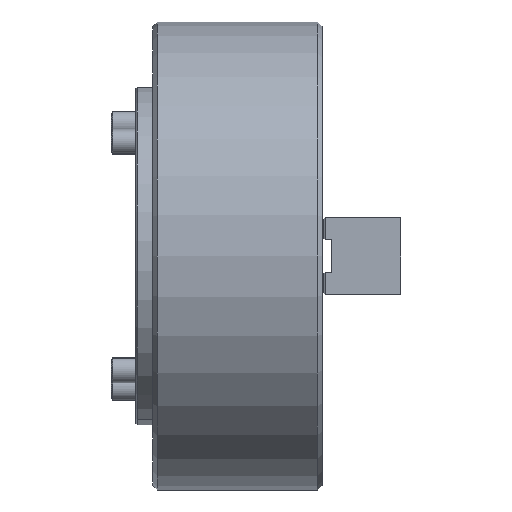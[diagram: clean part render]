
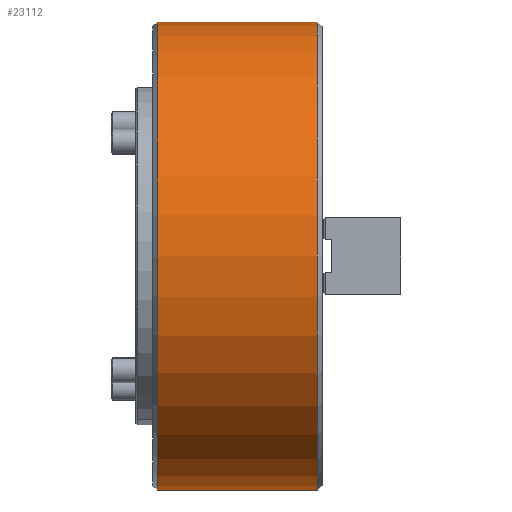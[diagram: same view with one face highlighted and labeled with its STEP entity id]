
A CAD part, front view. The second image highlights one B-rep face of the part: STEP entity #23112.
In plain terms, the highlighted cylindrical face has radius 152 mm (diameter 304 mm), a partial arc.
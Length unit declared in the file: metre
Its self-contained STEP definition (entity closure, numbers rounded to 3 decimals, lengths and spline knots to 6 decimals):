
#1267 = CARTESIAN_POINT ( 'NONE',  ( -0.003, 0., 0.152 ) ) ;
#1292 = CARTESIAN_POINT ( 'NONE',  ( -0.003, 0., -0.152 ) ) ;
#1300 = CARTESIAN_POINT ( 'NONE',  ( -0.107, 0., -0.152 ) ) ;
#1309 = CARTESIAN_POINT ( 'NONE',  ( -0.107, 0., 0.152 ) ) ;
#7512 = AXIS2_PLACEMENT_3D ( 'NONE', #26243, #26244, #26245 ) ;
#7923 = DIRECTION ( 'NONE',  ( 1., 0., 0. ) ) ;
#7926 = FACE_OUTER_BOUND ( 'NONE', #16503, .T. ) ;
#7927 = CARTESIAN_POINT ( 'NONE',  ( 0., 0., 0. ) ) ;
#7928 = CYLINDRICAL_SURFACE ( 'NONE', #8133, 0.152 ) ;
#7929 = DIRECTION ( 'NONE',  ( 0., 0., -1. ) ) ;
#8133 = AXIS2_PLACEMENT_3D ( 'NONE', #7927, #7923, #7929 ) ;
#12872 = LINE ( 'NONE', #12873, #13497 ) ;
#12873 = CARTESIAN_POINT ( 'NONE',  ( 0., 0., -0.152 ) ) ;
#12874 = DIRECTION ( 'NONE',  ( 1., 0., 0. ) ) ;
#12905 = CARTESIAN_POINT ( 'NONE',  ( 0., 0., 0.152 ) ) ;
#12910 = LINE ( 'NONE', #12905, #13507 ) ;
#12914 = DIRECTION ( 'NONE',  ( 1., 0., 0. ) ) ;
#13497 = VECTOR ( 'NONE', #12874, 1. ) ;
#13507 = VECTOR ( 'NONE', #12914, 1. ) ;
#15583 = EDGE_CURVE ( 'NONE', #16703, #16691, #23685, .T. ) ;
#15584 = EDGE_CURVE ( 'NONE', #16682, #16654, #19369, .T. ) ;
#16278 = ORIENTED_EDGE ( 'NONE', *, *, #24059, .F. ) ;
#16281 = ORIENTED_EDGE ( 'NONE', *, *, #15584, .T. ) ;
#16358 = ORIENTED_EDGE ( 'NONE', *, *, #15583, .T. ) ;
#16365 = ORIENTED_EDGE ( 'NONE', *, *, #24047, .T. ) ;
#16503 = EDGE_LOOP ( 'NONE', ( #16278, #16358, #16365, #16281 ) ) ;
#16654 = VERTEX_POINT ( 'NONE', #1267 ) ;
#16682 = VERTEX_POINT ( 'NONE', #1292 ) ;
#16691 = VERTEX_POINT ( 'NONE', #1300 ) ;
#16703 = VERTEX_POINT ( 'NONE', #1309 ) ;
#19369 = CIRCLE ( 'NONE', #7512, 0.152 ) ;
#23112 = ADVANCED_FACE ( 'NONE', ( #7926 ), #7928, .T. ) ;
#23685 = CIRCLE ( 'NONE', #23718, 0.152 ) ;
#23718 = AXIS2_PLACEMENT_3D ( 'NONE', #26239, #26240, #26241 ) ;
#24047 = EDGE_CURVE ( 'NONE', #16691, #16682, #12872, .T. ) ;
#24059 = EDGE_CURVE ( 'NONE', #16703, #16654, #12910, .T. ) ;
#26239 = CARTESIAN_POINT ( 'NONE',  ( -0.107, 0., 0. ) ) ;
#26240 = DIRECTION ( 'NONE',  ( 1., 0., 0. ) ) ;
#26241 = DIRECTION ( 'NONE',  ( 0., 0., 1. ) ) ;
#26243 = CARTESIAN_POINT ( 'NONE',  ( -0.003, 0., 0. ) ) ;
#26244 = DIRECTION ( 'NONE',  ( -1., 0., 0. ) ) ;
#26245 = DIRECTION ( 'NONE',  ( 0., 0., -1. ) ) ;
